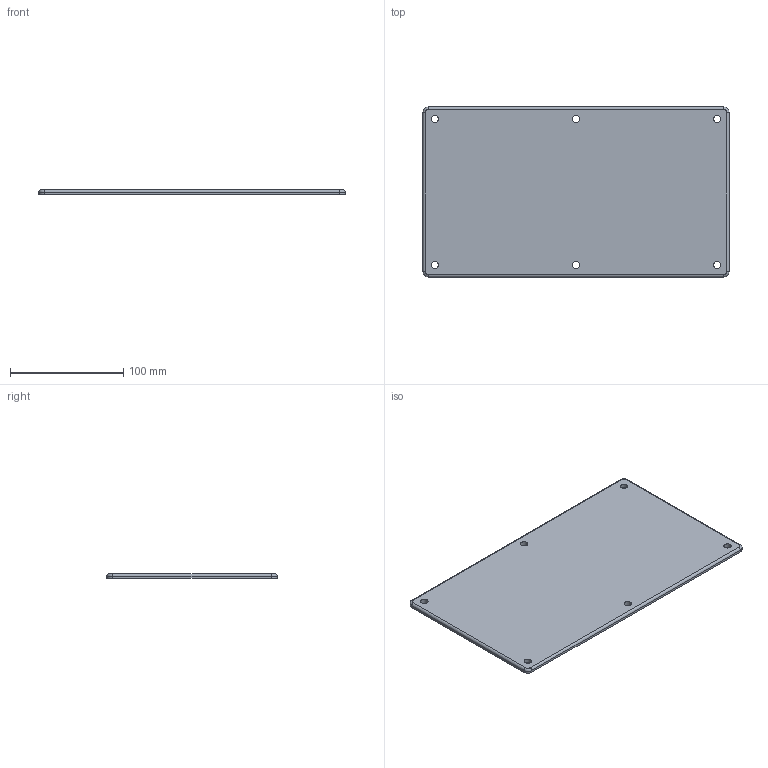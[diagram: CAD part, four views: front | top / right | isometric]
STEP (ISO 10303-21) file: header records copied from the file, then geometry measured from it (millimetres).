
FILE_DESCRIPTION(/* description */ (''),/* implementation_level */ '2;1');
FILE_NAME(/* name */ '05_Bottom_4mm.step',/* time_stamp */ '2023-10-10T14:01:29+08:00',/* author */ (''),/* organization */ (''),/* preprocessor_version */ 'ST-DEVELOPER v19.2',/* originating_system */ 'Autodesk Translation Framework v12.6.0.85',/* authorisation */ '');
FILE_SCHEMA (('AUTOMOTIVE_DESIGN { 1 0 10303 214 3 1 1 }'));
Length unit declared in the file: millimetre
Products named in the file (1): Panel_v2
Bounding box: 270 x 150 x 4 mm (x, y, z)
Volume: 160430.8 mm3; surface area: 83663.8 mm2
Topology: 1 solids, 1 shells, 24 faces, 58 edges, 36 vertices
Faces by surface type: cylinder 14, plane 6, torus 4
Full cylindrical faces by diameter (mm): 6.4 x6
Entity records: 767 total; most frequent: DIRECTION 140, CARTESIAN_POINT 119, ORIENTED_EDGE 116, EDGE_CURVE 58, AXIS2_PLACEMENT_3D 57, EDGE_LOOP 36, VERTEX_POINT 36, CIRCLE 32
